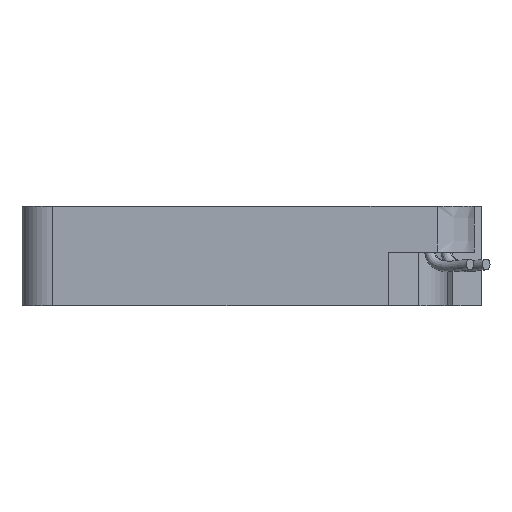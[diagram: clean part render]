
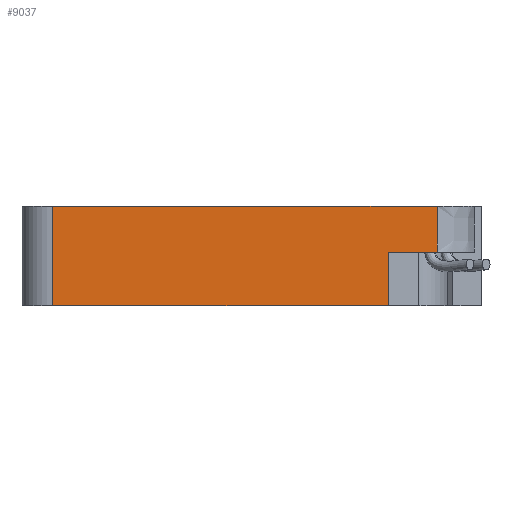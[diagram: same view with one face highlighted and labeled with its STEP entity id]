
A CAD part, left-side view. The second image highlights one B-rep face of the part: STEP entity #9037.
In plain terms, the highlighted planar face has unit normal (-1, 0, 0).
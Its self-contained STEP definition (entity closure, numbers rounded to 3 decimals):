
#382=DIRECTION('',(0.,-1.,0.));
#383=VECTOR('',#382,25.091);
#384=CARTESIAN_POINT('',(-15.,13.,6.5));
#385=LINE('',#384,#383);
#3029=DIRECTION('',(0.,1.,0.));
#3030=VECTOR('',#3029,3.181);
#3031=CARTESIAN_POINT('',(-15.,-12.091,3.5));
#3032=LINE('',#3031,#3030);
#3036=DIRECTION('',(0.,0.,1.));
#3037=VECTOR('',#3036,3.5);
#3038=CARTESIAN_POINT('',(-15.,-8.909,0.));
#3039=LINE('',#3038,#3037);
#3043=DIRECTION('',(0.,1.,0.));
#3044=VECTOR('',#3043,21.909);
#3045=CARTESIAN_POINT('',(-15.,-8.909,0.));
#3046=LINE('',#3045,#3044);
#3050=DIRECTION('',(0.,0.,-1.));
#3051=VECTOR('',#3050,6.5);
#3052=CARTESIAN_POINT('',(-15.,13.,6.5));
#3053=LINE('',#3052,#3051);
#3057=DIRECTION('',(0.,0.,1.));
#3058=VECTOR('',#3057,3.);
#3059=CARTESIAN_POINT('',(-15.,-12.091,3.5));
#3060=LINE('',#3059,#3058);
#5753=CARTESIAN_POINT('',(-15.,13.,0.));
#5755=VERTEX_POINT('',#5753);
#5759=CARTESIAN_POINT('',(-15.,13.,6.5));
#5760=VERTEX_POINT('',#5759);
#6106=CARTESIAN_POINT('',(-15.,-12.091,3.5));
#6107=CARTESIAN_POINT('',(-15.,-12.091,6.5));
#6108=VERTEX_POINT('',#6106);
#6109=VERTEX_POINT('',#6107);
#6120=CARTESIAN_POINT('',(-15.,-8.909,3.5));
#6121=VERTEX_POINT('',#6120);
#6122=CARTESIAN_POINT('',(-15.,-8.909,0.));
#6123=VERTEX_POINT('',#6122);
#9020=CARTESIAN_POINT('',(-15.,15.,0.));
#9021=DIRECTION('',(-1.,0.,0.));
#9022=DIRECTION('',(0.,-1.,0.));
#9023=AXIS2_PLACEMENT_3D('',#9020,#9021,#9022);
#9024=PLANE('',#9023);
#9026=ORIENTED_EDGE('',*,*,#9025,.T.);
#9028=ORIENTED_EDGE('',*,*,#9027,.F.);
#9029=ORIENTED_EDGE('',*,*,#8841,.T.);
#9031=ORIENTED_EDGE('',*,*,#9030,.F.);
#9032=ORIENTED_EDGE('',*,*,#6383,.T.);
#9034=ORIENTED_EDGE('',*,*,#9033,.F.);
#9035=EDGE_LOOP('',(#9026,#9028,#9029,#9031,#9032,#9034));
#9036=FACE_OUTER_BOUND('',#9035,.F.);
#6383=EDGE_CURVE('',#5760,#6109,#385,.T.);
#8841=EDGE_CURVE('',#6123,#5755,#3046,.T.);
#9025=EDGE_CURVE('',#6108,#6121,#3032,.T.);
#9027=EDGE_CURVE('',#6123,#6121,#3039,.T.);
#9030=EDGE_CURVE('',#5760,#5755,#3053,.T.);
#9033=EDGE_CURVE('',#6108,#6109,#3060,.T.);
#9037=ADVANCED_FACE('',(#9036),#9024,.T.);
